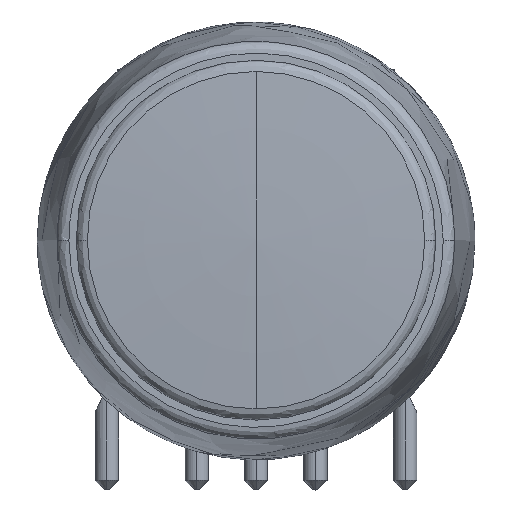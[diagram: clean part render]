
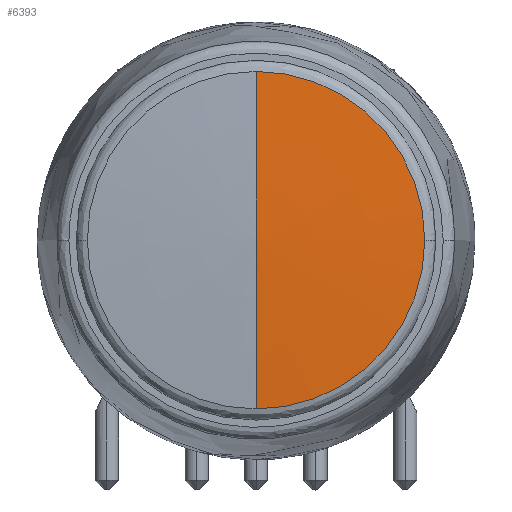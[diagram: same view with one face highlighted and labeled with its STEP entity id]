
A CAD part, top view. The second image highlights one B-rep face of the part: STEP entity #6393.
In plain terms, the highlighted toroidal (fillet/blend) face has major radius 2.738 mm and minor radius 162.843 mm.
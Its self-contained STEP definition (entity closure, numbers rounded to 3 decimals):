
#30 = DIRECTION ( 'NONE',  ( 0., 1., 0. ) ) ;
#485 = DIRECTION ( 'NONE',  ( 1., 0., 0. ) ) ;
#535 = DIRECTION ( 'NONE',  ( 0., 0., -1. ) ) ;
#1090 = VERTEX_POINT ( 'NONE', #1873 ) ;
#1141 = CARTESIAN_POINT ( 'NONE',  ( 0., -0.375, 32.6 ) ) ;
#1191 = AXIS2_PLACEMENT_3D ( 'NONE', #4597, #2939, #30 ) ;
#1280 = CARTESIAN_POINT ( 'NONE',  ( 0., 6.755, 32.324 ) ) ;
#1352 = DIRECTION ( 'NONE',  ( -1., 0., 0. ) ) ;
#1558 = ORIENTED_EDGE ( 'NONE', *, *, #5931, .F. ) ;
#1873 = CARTESIAN_POINT ( 'NONE',  ( 0., -7.505, 32.324 ) ) ;
#1930 = CARTESIAN_POINT ( 'NONE',  ( 0., -0.375, 32.324 ) ) ;
#1988 = AXIS2_PLACEMENT_3D ( 'NONE', #1930, #6452, #1352 ) ;
#2517 = EDGE_LOOP ( 'NONE', ( #7147, #5581, #1558, #7196 ) ) ;
#2939 = DIRECTION ( 'NONE',  ( 0., 0., -1. ) ) ;
#2984 = CIRCLE ( 'NONE', #7126, 7.13 ) ;
#3097 = VERTEX_POINT ( 'NONE', #1280 ) ;
#3377 = CARTESIAN_POINT ( 'NONE',  ( 0., -3.113, -130.22 ) ) ;
#3435 = VERTEX_POINT ( 'NONE', #1141 ) ;
#3896 = DIRECTION ( 'NONE',  ( 0., 0., -1. ) ) ;
#4041 = CIRCLE ( 'NONE', #7265, 162.843 ) ;
#4213 = EDGE_CURVE ( 'NONE', #3097, #4721, #7073, .T. ) ;
#4401 = TOROIDAL_SURFACE ( 'NONE', #1191, -2.738, 162.843 ) ;
#4568 = CARTESIAN_POINT ( 'NONE',  ( 0., -0.375, 32.324 ) ) ;
#4597 = CARTESIAN_POINT ( 'NONE',  ( 0., -0.375, -130.22 ) ) ;
#4631 = FACE_OUTER_BOUND ( 'NONE', #2517, .T. ) ;
#4721 = VERTEX_POINT ( 'NONE', #6533 ) ;
#5122 = AXIS2_PLACEMENT_3D ( 'NONE', #3377, #5672, #6680 ) ;
#5581 = ORIENTED_EDGE ( 'NONE', *, *, #6275, .T. ) ;
#5640 = CARTESIAN_POINT ( 'NONE',  ( 0., 2.363, -130.22 ) ) ;
#5649 = DIRECTION ( 'NONE',  ( -1., 0., 0. ) ) ;
#5672 = DIRECTION ( 'NONE',  ( -1., 0., 0. ) ) ;
#5931 = EDGE_CURVE ( 'NONE', #4721, #1090, #2984, .T. ) ;
#6207 = EDGE_CURVE ( 'NONE', #3435, #3097, #6310, .T. ) ;
#6275 = EDGE_CURVE ( 'NONE', #3435, #1090, #4041, .T. ) ;
#6310 = CIRCLE ( 'NONE', #5122, 162.843 ) ;
#6393 = ADVANCED_FACE ( 'NONE', ( #4631 ), #4401, .T. ) ;
#6452 = DIRECTION ( 'NONE',  ( 0., 0., -1. ) ) ;
#6533 = CARTESIAN_POINT ( 'NONE',  ( 7.13, -0.375, 32.324 ) ) ;
#6680 = DIRECTION ( 'NONE',  ( 0., 0., 1. ) ) ;
#7073 = CIRCLE ( 'NONE', #1988, 7.13 ) ;
#7126 = AXIS2_PLACEMENT_3D ( 'NONE', #4568, #3896, #5649 ) ;
#7147 = ORIENTED_EDGE ( 'NONE', *, *, #6207, .F. ) ;
#7196 = ORIENTED_EDGE ( 'NONE', *, *, #4213, .F. ) ;
#7265 = AXIS2_PLACEMENT_3D ( 'NONE', #5640, #485, #535 ) ;
